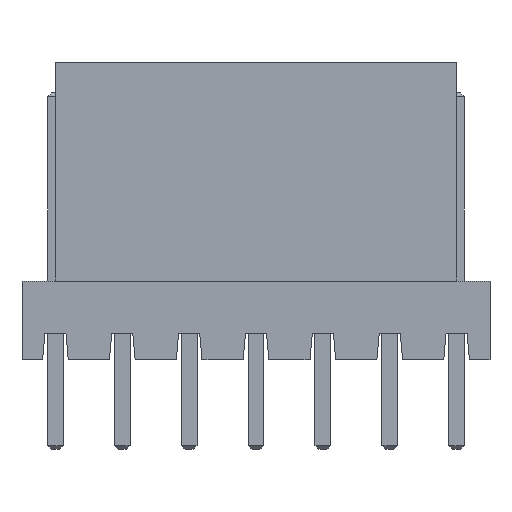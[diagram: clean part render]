
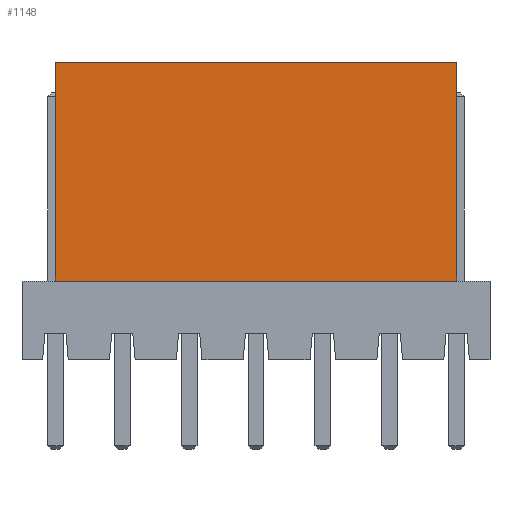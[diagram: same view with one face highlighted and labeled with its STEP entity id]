
A CAD part, front view. The second image highlights one B-rep face of the part: STEP entity #1148.
In plain terms, the highlighted planar face has unit normal (0, -1, 0).
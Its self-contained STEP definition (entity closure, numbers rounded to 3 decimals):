
#1109=CARTESIAN_POINT('',(-7.62,-2.4,3.));
#1110=DIRECTION('',(0.,1.,0.));
#1111=DIRECTION('',(0.,-0.,1.));
#1112=AXIS2_PLACEMENT_3D('',#1109,#1110,#1111);
#1113=PLANE('',#1112);
#1114=CARTESIAN_POINT('',(7.62,-2.4,3.));
#1115=VERTEX_POINT('',#1114);
#1116=CARTESIAN_POINT('',(7.62,-2.4,11.3));
#1117=VERTEX_POINT('',#1116);
#1118=CARTESIAN_POINT('',(7.62,-2.4,3.));
#1119=DIRECTION('',(0.,-0.,1.));
#1120=VECTOR('',#1119,8.3);
#1121=LINE('',#1118,#1120);
#1122=EDGE_CURVE('',#1115,#1117,#1121,.T.);
#1123=ORIENTED_EDGE('',*,*,#1122,.T.);
#1124=CARTESIAN_POINT('',(-7.62,-2.4,11.3));
#1125=VERTEX_POINT('',#1124);
#1126=CARTESIAN_POINT('',(-7.62,-2.4,11.3));
#1127=DIRECTION('',(1.,0.,-0.));
#1128=VECTOR('',#1127,15.24);
#1129=LINE('',#1126,#1128);
#1130=EDGE_CURVE('',#1125,#1117,#1129,.T.);
#1131=ORIENTED_EDGE('',*,*,#1130,.F.);
#1132=CARTESIAN_POINT('',(-7.62,-2.4,3.));
#1133=VERTEX_POINT('',#1132);
#1134=CARTESIAN_POINT('',(-7.62,-2.4,3.));
#1135=DIRECTION('',(0.,-0.,1.));
#1136=VECTOR('',#1135,8.3);
#1137=LINE('',#1134,#1136);
#1138=EDGE_CURVE('',#1133,#1125,#1137,.T.);
#1139=ORIENTED_EDGE('',*,*,#1138,.F.);
#1140=CARTESIAN_POINT('',(-7.62,-2.4,3.));
#1141=DIRECTION('',(1.,0.,-0.));
#1142=VECTOR('',#1141,15.24);
#1143=LINE('',#1140,#1142);
#1144=EDGE_CURVE('',#1133,#1115,#1143,.T.);
#1145=ORIENTED_EDGE('',*,*,#1144,.T.);
#1146=EDGE_LOOP('',(#1123,#1131,#1139,#1145));
#1147=FACE_BOUND('',#1146,.T.);
#1148=ADVANCED_FACE('',(#1147),#1113,.F.);
